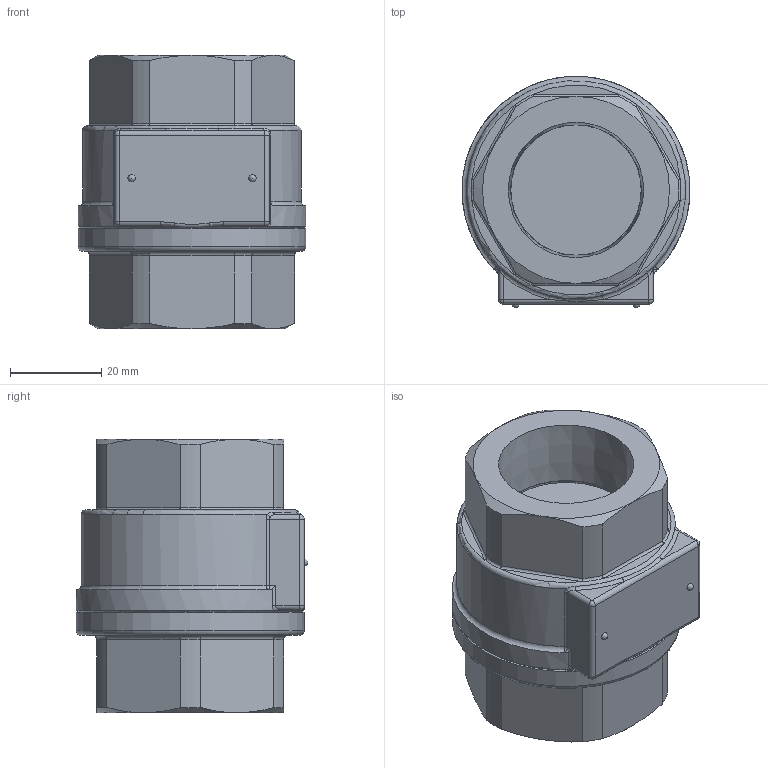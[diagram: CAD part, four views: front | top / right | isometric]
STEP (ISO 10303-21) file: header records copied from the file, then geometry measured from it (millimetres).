
FILE_DESCRIPTION(/* description */ (''),/* implementation_level */ '2;1');
FILE_NAME(/* name */ 'lv130-025-screw-00.stp',/* time_stamp */ '2018-04-04T15:29:10+09:00',/* author */ ('nakaot'),/* organization */ (''),/* preprocessor_version */ 'ST-DEVELOPER v15.6',/* originating_system */ 'Autodesk Inventor 2015',/* authorisation */ '');
FILE_SCHEMA (('CONFIG_CONTROL_DESIGN'));
Length unit declared in the file: millimetre
Products named in the file (1): lv130-025-screw-00
Bounding box: 50 x 50.8 x 60 mm (x, y, z)
Volume: 78128.4 mm3; surface area: 15454.9 mm2
Topology: 1 solids, 1 shells, 127 faces, 281 edges, 161 vertices
Faces by surface type: cylinder 44, plane 32, torus 17, cone 16, bspline 10, sphere 8
Full cylindrical faces by diameter (mm): 28.575 x2, 50 x1
Entity records: 3809 total; most frequent: CARTESIAN_POINT 1211, DIRECTION 541, ORIENTED_EDGE 522, EDGE_CURVE 261, AXIS2_PLACEMENT_3D 232, VERTEX_POINT 152, EDGE_LOOP 143, FACE_OUTER_BOUND 127
